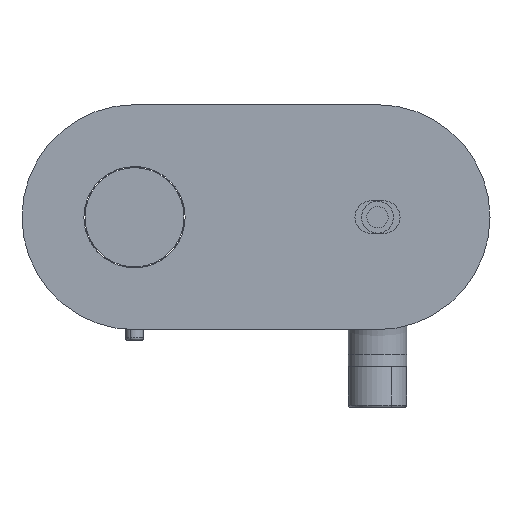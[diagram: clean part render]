
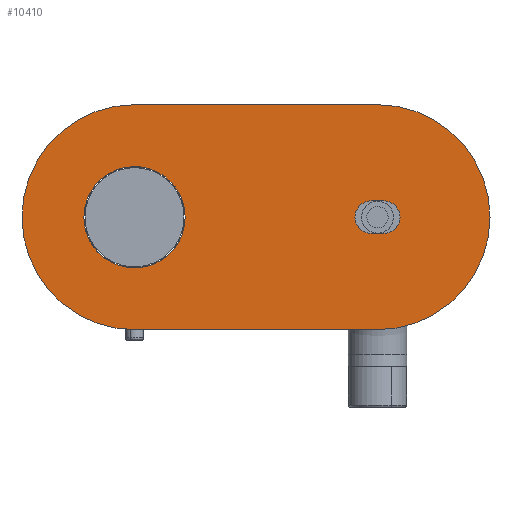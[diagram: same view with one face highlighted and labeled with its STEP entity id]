
A CAD part, front view. The second image highlights one B-rep face of the part: STEP entity #10410.
In plain terms, the highlighted planar face has unit normal (0, -1, 0).
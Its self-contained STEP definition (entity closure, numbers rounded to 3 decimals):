
#1076=CARTESIAN_POINT('Axis2P3D Location',(0.,0.,0.)) ;
#8095=CARTESIAN_POINT('Vertex',(54.,0.,-50.)) ;
#8100=CARTESIAN_POINT('Line Origine',(0.,0.,-50.)) ;
#8104=CARTESIAN_POINT('Vertex',(-54.,0.,-50.)) ;
#8143=CARTESIAN_POINT('Vertex',(51.25,0.,-7.25)) ;
#8148=CARTESIAN_POINT('Line Origine',(54.,0.,-7.25)) ;
#8152=CARTESIAN_POINT('Vertex',(56.75,0.,-7.25)) ;
#8193=CARTESIAN_POINT('Vertex',(-31.5,0.,0.)) ;
#8196=CARTESIAN_POINT('Axis2P3D Location',(-54.,0.,0.)) ;
#8200=CARTESIAN_POINT('Vertex',(-43.213,0.,19.746)) ;
#8203=CARTESIAN_POINT('Axis2P3D Location',(-54.,0.,0.)) ;
#8207=CARTESIAN_POINT('Vertex',(-76.5,0.,0.)) ;
#8242=CARTESIAN_POINT('Vertex',(-54.,0.,50.)) ;
#8245=CARTESIAN_POINT('Line Origine',(0.,0.,50.)) ;
#8249=CARTESIAN_POINT('Vertex',(54.,0.,50.)) ;
#8283=CARTESIAN_POINT('Vertex',(56.75,0.,7.25)) ;
#8286=CARTESIAN_POINT('Line Origine',(54.,0.,7.25)) ;
#8290=CARTESIAN_POINT('Vertex',(51.25,0.,7.25)) ;
#8311=CARTESIAN_POINT('Axis2P3D Location',(54.,0.,0.)) ;
#8315=CARTESIAN_POINT('Vertex',(104.,0.,0.)) ;
#8330=CARTESIAN_POINT('Axis2P3D Location',(54.,0.,0.)) ;
#8350=CARTESIAN_POINT('Axis2P3D Location',(56.75,0.,0.)) ;
#8354=CARTESIAN_POINT('Vertex',(64.,0.,0.)) ;
#8357=CARTESIAN_POINT('Axis2P3D Location',(56.75,0.,0.)) ;
#8389=CARTESIAN_POINT('Axis2P3D Location',(51.25,0.,0.)) ;
#8393=CARTESIAN_POINT('Vertex',(44.,0.,0.)) ;
#8408=CARTESIAN_POINT('Axis2P3D Location',(51.25,0.,0.)) ;
#8428=CARTESIAN_POINT('Axis2P3D Location',(-54.,0.,0.)) ;
#8432=CARTESIAN_POINT('Vertex',(-104.,0.,0.)) ;
#8435=CARTESIAN_POINT('Axis2P3D Location',(-54.,0.,0.)) ;
#10360=CARTESIAN_POINT('Axis2P3D Location',(-54.,0.,0.)) ;
#10364=CARTESIAN_POINT('Vertex',(-64.787,0.,-19.746)) ;
#10367=CARTESIAN_POINT('Axis2P3D Location',(-54.,0.,0.)) ;
#8102=VECTOR('Line Direction',#8101,1.) ;
#8150=VECTOR('Line Direction',#8149,1.) ;
#8247=VECTOR('Line Direction',#8246,1.) ;
#8288=VECTOR('Line Direction',#8287,1.) ;
#1077=DIRECTION('Axis2P3D Direction',(0.,1.,-0.)) ;
#1078=DIRECTION('Axis2P3D XDirection',(-1.,0.,0.)) ;
#8101=DIRECTION('Vector Direction',(1.,0.,0.)) ;
#8149=DIRECTION('Vector Direction',(-1.,0.,0.)) ;
#8197=DIRECTION('Axis2P3D Direction',(-0.,-1.,-0.)) ;
#8204=DIRECTION('Axis2P3D Direction',(-0.,-1.,-0.)) ;
#8246=DIRECTION('Vector Direction',(1.,0.,0.)) ;
#8287=DIRECTION('Vector Direction',(-1.,0.,0.)) ;
#8312=DIRECTION('Axis2P3D Direction',(0.,1.,-0.)) ;
#8331=DIRECTION('Axis2P3D Direction',(0.,1.,-0.)) ;
#8351=DIRECTION('Axis2P3D Direction',(0.,1.,-0.)) ;
#8358=DIRECTION('Axis2P3D Direction',(0.,1.,-0.)) ;
#8390=DIRECTION('Axis2P3D Direction',(0.,1.,-0.)) ;
#8409=DIRECTION('Axis2P3D Direction',(0.,1.,-0.)) ;
#8429=DIRECTION('Axis2P3D Direction',(0.,1.,-0.)) ;
#8436=DIRECTION('Axis2P3D Direction',(0.,1.,-0.)) ;
#10361=DIRECTION('Axis2P3D Direction',(-0.,1.,0.)) ;
#10368=DIRECTION('Axis2P3D Direction',(-0.,1.,0.)) ;
#1079=AXIS2_PLACEMENT_3D('Plane Axis2P3D',#1076,#1077,#1078) ;
#8198=AXIS2_PLACEMENT_3D('Circle Axis2P3D',#8196,#8197,$) ;
#8205=AXIS2_PLACEMENT_3D('Circle Axis2P3D',#8203,#8204,$) ;
#8313=AXIS2_PLACEMENT_3D('Circle Axis2P3D',#8311,#8312,$) ;
#8332=AXIS2_PLACEMENT_3D('Circle Axis2P3D',#8330,#8331,$) ;
#8352=AXIS2_PLACEMENT_3D('Circle Axis2P3D',#8350,#8351,$) ;
#8359=AXIS2_PLACEMENT_3D('Circle Axis2P3D',#8357,#8358,$) ;
#8391=AXIS2_PLACEMENT_3D('Circle Axis2P3D',#8389,#8390,$) ;
#8410=AXIS2_PLACEMENT_3D('Circle Axis2P3D',#8408,#8409,$) ;
#8430=AXIS2_PLACEMENT_3D('Circle Axis2P3D',#8428,#8429,$) ;
#8437=AXIS2_PLACEMENT_3D('Circle Axis2P3D',#8435,#8436,$) ;
#10362=AXIS2_PLACEMENT_3D('Circle Axis2P3D',#10360,#10361,$) ;
#10369=AXIS2_PLACEMENT_3D('Circle Axis2P3D',#10367,#10368,$) ;
#8103=LINE('Line',#8100,#8102) ;
#8151=LINE('Line',#8148,#8150) ;
#8248=LINE('Line',#8245,#8247) ;
#8289=LINE('Line',#8286,#8288) ;
#8199=CIRCLE('generated circle',#8198,22.5) ;
#8206=CIRCLE('generated circle',#8205,22.5) ;
#8314=CIRCLE('generated circle',#8313,50.) ;
#8333=CIRCLE('generated circle',#8332,50.) ;
#8353=CIRCLE('generated circle',#8352,7.25) ;
#8360=CIRCLE('generated circle',#8359,7.25) ;
#8392=CIRCLE('generated circle',#8391,7.25) ;
#8411=CIRCLE('generated circle',#8410,7.25) ;
#8431=CIRCLE('generated circle',#8430,50.) ;
#8438=CIRCLE('generated circle',#8437,50.) ;
#10363=CIRCLE('generated circle',#10362,22.5) ;
#10370=CIRCLE('generated circle',#10369,22.5) ;
#1080=PLANE('',#1079) ;
#10403=FACE_BOUND('',#10396,.T.) ;
#10409=FACE_BOUND('',#10404,.T.) ;
#8106=EDGE_CURVE('',#8096,#8105,#8103,.F.) ;
#8154=EDGE_CURVE('',#8144,#8153,#8151,.F.) ;
#8202=EDGE_CURVE('',#8201,#8194,#8199,.F.) ;
#8209=EDGE_CURVE('',#8208,#8201,#8206,.F.) ;
#8251=EDGE_CURVE('',#8250,#8243,#8248,.F.) ;
#8292=EDGE_CURVE('',#8291,#8284,#8289,.F.) ;
#8317=EDGE_CURVE('',#8316,#8096,#8314,.T.) ;
#8334=EDGE_CURVE('',#8316,#8250,#8333,.F.) ;
#8356=EDGE_CURVE('',#8153,#8355,#8353,.F.) ;
#8361=EDGE_CURVE('',#8284,#8355,#8360,.T.) ;
#8395=EDGE_CURVE('',#8394,#8144,#8392,.F.) ;
#8412=EDGE_CURVE('',#8394,#8291,#8411,.T.) ;
#8434=EDGE_CURVE('',#8105,#8433,#8431,.T.) ;
#8439=EDGE_CURVE('',#8243,#8433,#8438,.F.) ;
#10366=EDGE_CURVE('',#10365,#8208,#10363,.T.) ;
#10371=EDGE_CURVE('',#10365,#8194,#10370,.F.) ;
#10389=ORIENTED_EDGE('',*,*,#8334,.T.) ;
#10390=ORIENTED_EDGE('',*,*,#8251,.T.) ;
#10391=ORIENTED_EDGE('',*,*,#8439,.T.) ;
#10392=ORIENTED_EDGE('',*,*,#8434,.F.) ;
#10393=ORIENTED_EDGE('',*,*,#8106,.F.) ;
#10394=ORIENTED_EDGE('',*,*,#8317,.F.) ;
#10397=ORIENTED_EDGE('',*,*,#8361,.T.) ;
#10398=ORIENTED_EDGE('',*,*,#8356,.F.) ;
#10399=ORIENTED_EDGE('',*,*,#8154,.F.) ;
#10400=ORIENTED_EDGE('',*,*,#8395,.F.) ;
#10401=ORIENTED_EDGE('',*,*,#8412,.T.) ;
#10402=ORIENTED_EDGE('',*,*,#8292,.T.) ;
#10405=ORIENTED_EDGE('',*,*,#8209,.T.) ;
#10406=ORIENTED_EDGE('',*,*,#8202,.T.) ;
#10407=ORIENTED_EDGE('',*,*,#10371,.F.) ;
#10408=ORIENTED_EDGE('',*,*,#10366,.T.) ;
#10388=EDGE_LOOP('',(#10389,#10390,#10391,#10392,#10393,#10394)) ;
#10396=EDGE_LOOP('',(#10397,#10398,#10399,#10400,#10401,#10402)) ;
#10404=EDGE_LOOP('',(#10405,#10406,#10407,#10408)) ;
#8096=VERTEX_POINT('',#8095) ;
#8105=VERTEX_POINT('',#8104) ;
#8144=VERTEX_POINT('',#8143) ;
#8153=VERTEX_POINT('',#8152) ;
#8194=VERTEX_POINT('',#8193) ;
#8201=VERTEX_POINT('',#8200) ;
#8208=VERTEX_POINT('',#8207) ;
#8243=VERTEX_POINT('',#8242) ;
#8250=VERTEX_POINT('',#8249) ;
#8284=VERTEX_POINT('',#8283) ;
#8291=VERTEX_POINT('',#8290) ;
#8316=VERTEX_POINT('',#8315) ;
#8355=VERTEX_POINT('',#8354) ;
#8394=VERTEX_POINT('',#8393) ;
#8433=VERTEX_POINT('',#8432) ;
#10365=VERTEX_POINT('',#10364) ;
#10410=ADVANCED_FACE('PartBody',(#10395,#10403,#10409),#1080,.F.) ;
#10395=FACE_OUTER_BOUND('',#10388,.T.) ;
